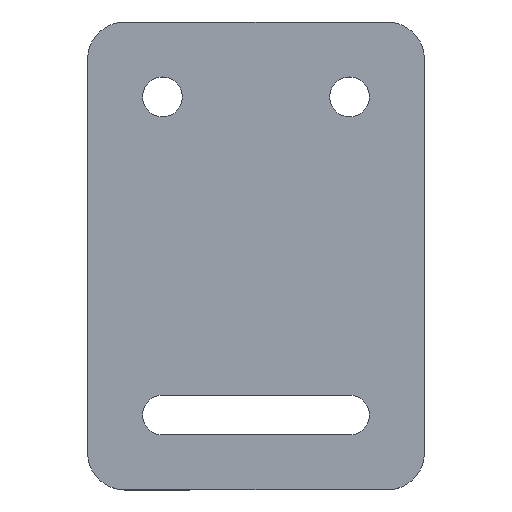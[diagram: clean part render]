
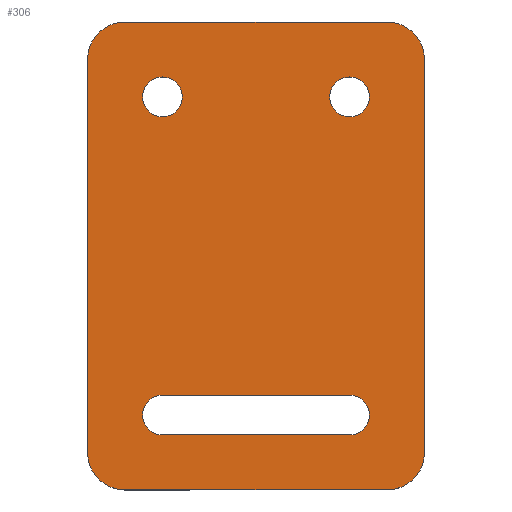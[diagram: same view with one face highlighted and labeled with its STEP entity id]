
A CAD part, top view. The second image highlights one B-rep face of the part: STEP entity #306.
In plain terms, the highlighted planar face has unit normal (0, 0, 1).
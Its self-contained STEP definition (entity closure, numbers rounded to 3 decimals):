
#20=FACE_BOUND('',#68,.T.);
#21=FACE_BOUND('',#69,.T.);
#22=FACE_BOUND('',#70,.T.);
#30=PLANE('',#340);
#46=FACE_OUTER_BOUND('',#67,.T.);
#67=EDGE_LOOP('',(#269,#270,#271,#272,#273,#274,#275,#276));
#68=EDGE_LOOP('',(#277,#278,#279,#280));
#69=EDGE_LOOP('',(#281));
#70=EDGE_LOOP('',(#282));
#75=LINE('',#446,#99);
#78=LINE('',#455,#102);
#82=LINE('',#479,#106);
#86=LINE('',#491,#110);
#90=LINE('',#503,#114);
#94=LINE('',#513,#118);
#99=VECTOR('',#355,40.);
#102=VECTOR('',#366,40.);
#106=VECTOR('',#390,84.);
#110=VECTOR('',#402,56.);
#114=VECTOR('',#414,84.);
#118=VECTOR('',#426,56.);
#120=CIRCLE('',#311,4.25);
#122=CIRCLE('',#315,4.25);
#123=CIRCLE('',#318,4.25);
#125=CIRCLE('',#321,4.25);
#128=CIRCLE('',#325,8.);
#130=CIRCLE('',#329,8.);
#132=CIRCLE('',#333,8.);
#134=CIRCLE('',#337,8.);
#137=VERTEX_POINT('',#436);
#138=VERTEX_POINT('',#438);
#140=VERTEX_POINT('',#444);
#142=VERTEX_POINT('',#450);
#143=VERTEX_POINT('',#457);
#145=VERTEX_POINT('',#462);
#149=VERTEX_POINT('',#470);
#150=VERTEX_POINT('',#472);
#152=VERTEX_POINT('',#478);
#154=VERTEX_POINT('',#484);
#156=VERTEX_POINT('',#490);
#158=VERTEX_POINT('',#496);
#160=VERTEX_POINT('',#502);
#162=VERTEX_POINT('',#508);
#165=EDGE_CURVE('',#138,#137,#120,.T.);
#169=EDGE_CURVE('',#137,#140,#75,.T.);
#172=EDGE_CURVE('',#140,#142,#122,.T.);
#174=EDGE_CURVE('',#142,#138,#78,.T.);
#175=EDGE_CURVE('',#143,#143,#123,.T.);
#177=EDGE_CURVE('',#145,#145,#125,.T.);
#181=EDGE_CURVE('',#150,#149,#128,.T.);
#184=EDGE_CURVE('',#152,#150,#82,.T.);
#187=EDGE_CURVE('',#154,#152,#130,.T.);
#190=EDGE_CURVE('',#156,#154,#86,.T.);
#193=EDGE_CURVE('',#158,#156,#132,.T.);
#196=EDGE_CURVE('',#160,#158,#90,.T.);
#199=EDGE_CURVE('',#162,#160,#134,.T.);
#202=EDGE_CURVE('',#149,#162,#94,.T.);
#269=ORIENTED_EDGE('',*,*,#202,.T.);
#270=ORIENTED_EDGE('',*,*,#199,.T.);
#271=ORIENTED_EDGE('',*,*,#196,.T.);
#272=ORIENTED_EDGE('',*,*,#193,.T.);
#273=ORIENTED_EDGE('',*,*,#190,.T.);
#274=ORIENTED_EDGE('',*,*,#187,.T.);
#275=ORIENTED_EDGE('',*,*,#184,.T.);
#276=ORIENTED_EDGE('',*,*,#181,.T.);
#277=ORIENTED_EDGE('',*,*,#165,.T.);
#278=ORIENTED_EDGE('',*,*,#169,.T.);
#279=ORIENTED_EDGE('',*,*,#172,.T.);
#280=ORIENTED_EDGE('',*,*,#174,.T.);
#281=ORIENTED_EDGE('',*,*,#175,.T.);
#282=ORIENTED_EDGE('',*,*,#177,.T.);
#306=ADVANCED_FACE('',(#46,#20,#21,#22),#30,.T.);
#311=AXIS2_PLACEMENT_3D('',#439,#348,#349);
#315=AXIS2_PLACEMENT_3D('',#452,#361,#362);
#318=AXIS2_PLACEMENT_3D('',#458,#369,#370);
#321=AXIS2_PLACEMENT_3D('',#463,#375,#376);
#325=AXIS2_PLACEMENT_3D('',#473,#384,#385);
#329=AXIS2_PLACEMENT_3D('',#485,#396,#397);
#333=AXIS2_PLACEMENT_3D('',#497,#408,#409);
#337=AXIS2_PLACEMENT_3D('',#509,#420,#421);
#340=AXIS2_PLACEMENT_3D('',#515,#429,#430);
#348=DIRECTION('center_axis',(0.,0.,-1.));
#349=DIRECTION('ref_axis',(0.,1.,0.));
#355=DIRECTION('',(1.,0.,0.));
#361=DIRECTION('center_axis',(0.,0.,-1.));
#362=DIRECTION('ref_axis',(0.,-1.,0.));
#366=DIRECTION('',(-1.,0.,0.));
#369=DIRECTION('center_axis',(0.,0.,-1.));
#370=DIRECTION('ref_axis',(-1.,0.,0.));
#375=DIRECTION('center_axis',(0.,0.,-1.));
#376=DIRECTION('ref_axis',(-1.,0.,0.));
#384=DIRECTION('center_axis',(0.,0.,1.));
#385=DIRECTION('ref_axis',(-1.,0.,0.));
#390=DIRECTION('',(0.,1.,0.));
#396=DIRECTION('center_axis',(0.,0.,1.));
#397=DIRECTION('ref_axis',(0.,1.,0.));
#402=DIRECTION('',(1.,0.,0.));
#408=DIRECTION('center_axis',(0.,0.,1.));
#409=DIRECTION('ref_axis',(1.,0.,0.));
#414=DIRECTION('',(0.,-1.,0.));
#420=DIRECTION('center_axis',(0.,0.,1.));
#421=DIRECTION('ref_axis',(0.,-1.,0.));
#426=DIRECTION('',(-1.,0.,0.));
#429=DIRECTION('center_axis',(0.,0.,1.));
#430=DIRECTION('ref_axis',(1.,0.,0.));
#436=CARTESIAN_POINT('',(-20.,20.25,5.));
#438=CARTESIAN_POINT('',(-20.,11.75,5.));
#439=CARTESIAN_POINT('Origin',(-20.,16.,5.));
#444=CARTESIAN_POINT('',(20.,20.25,5.));
#446=CARTESIAN_POINT('',(10.,20.25,5.));
#450=CARTESIAN_POINT('',(20.,11.75,5.));
#452=CARTESIAN_POINT('Origin',(20.,16.,5.));
#455=CARTESIAN_POINT('',(-10.,11.75,5.));
#457=CARTESIAN_POINT('',(24.25,84.,5.));
#458=CARTESIAN_POINT('Origin',(20.,84.,5.));
#462=CARTESIAN_POINT('',(-15.75,84.,5.));
#463=CARTESIAN_POINT('Origin',(-20.,84.,5.));
#470=CARTESIAN_POINT('',(28.,100.,5.));
#472=CARTESIAN_POINT('',(36.,92.,5.));
#473=CARTESIAN_POINT('Origin',(28.,92.,5.));
#478=CARTESIAN_POINT('',(36.,8.,5.));
#479=CARTESIAN_POINT('',(36.,92.,5.));
#484=CARTESIAN_POINT('',(28.,0.,5.));
#485=CARTESIAN_POINT('Origin',(28.,8.,5.));
#490=CARTESIAN_POINT('',(-28.,0.,5.));
#491=CARTESIAN_POINT('',(28.,0.,5.));
#496=CARTESIAN_POINT('',(-36.,8.,5.));
#497=CARTESIAN_POINT('Origin',(-28.,8.,5.));
#502=CARTESIAN_POINT('',(-36.,92.,5.));
#503=CARTESIAN_POINT('',(-36.,8.,5.));
#508=CARTESIAN_POINT('',(-28.,100.,5.));
#509=CARTESIAN_POINT('Origin',(-28.,92.,5.));
#513=CARTESIAN_POINT('',(-28.,100.,5.));
#515=CARTESIAN_POINT('Origin',(0.,50.,5.));
